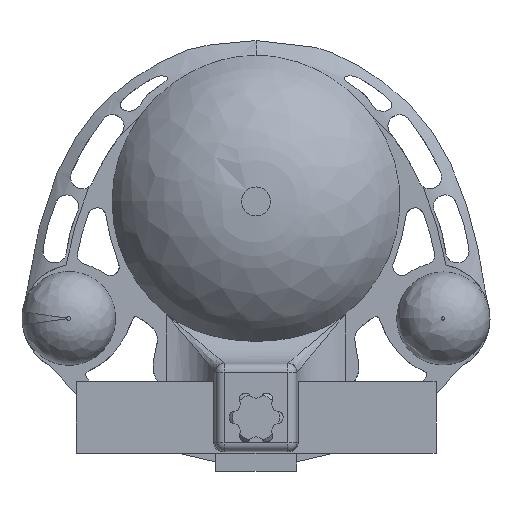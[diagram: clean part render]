
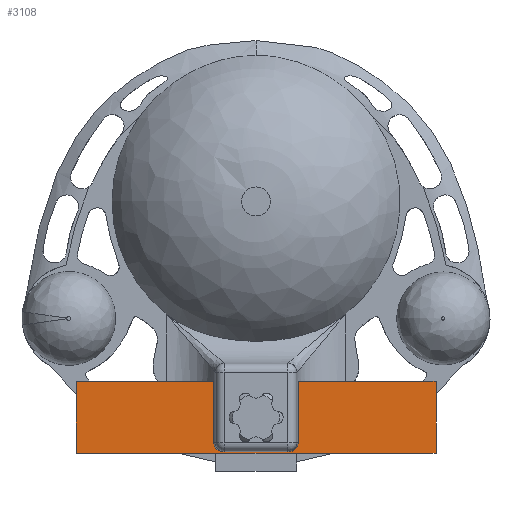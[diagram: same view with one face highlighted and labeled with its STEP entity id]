
A CAD part, front view. The second image highlights one B-rep face of the part: STEP entity #3108.
In plain terms, the highlighted planar face has unit normal (0, -1, 0).
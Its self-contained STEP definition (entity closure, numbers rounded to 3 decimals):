
#581=FACE_OUTER_BOUND('',#784,.T.);
#784=EDGE_LOOP('',(#2097,#2098,#2099,#2100));
#1006=LINE('',#4462,#1144);
#1010=LINE('',#4470,#1148);
#1013=LINE('',#4476,#1151);
#1016=LINE('',#4481,#1154);
#1144=VECTOR('',#3664,10.);
#1148=VECTOR('',#3670,10.);
#1151=VECTOR('',#3675,10.);
#1154=VECTOR('',#3680,10.);
#1282=VERTEX_POINT('',#4460);
#1283=VERTEX_POINT('',#4461);
#1286=VERTEX_POINT('',#4469);
#1288=VERTEX_POINT('',#4475);
#1582=EDGE_CURVE('',#1282,#1283,#1006,.T.);
#1586=EDGE_CURVE('',#1286,#1282,#1010,.T.);
#1589=EDGE_CURVE('',#1288,#1286,#1013,.T.);
#1592=EDGE_CURVE('',#1283,#1288,#1016,.T.);
#2097=ORIENTED_EDGE('',*,*,#1592,.F.);
#2098=ORIENTED_EDGE('',*,*,#1582,.F.);
#2099=ORIENTED_EDGE('',*,*,#1586,.F.);
#2100=ORIENTED_EDGE('',*,*,#1589,.F.);
#3072=PLANE('',#3336);
#3108=ADVANCED_FACE('',(#581),#3072,.F.);
#3336=AXIS2_PLACEMENT_3D('',#4484,#3684,#3685);
#3664=DIRECTION('',(0.,0.,1.));
#3670=DIRECTION('',(-1.,0.,0.));
#3675=DIRECTION('',(0.,0.,-1.));
#3680=DIRECTION('',(1.,0.,0.));
#3684=DIRECTION('center_axis',(0.,1.,0.));
#3685=DIRECTION('ref_axis',(0.,0.,1.));
#4460=CARTESIAN_POINT('',(-100.,0.,-20.));
#4461=CARTESIAN_POINT('',(-100.,0.,20.));
#4462=CARTESIAN_POINT('',(-100.,0.,-20.));
#4469=CARTESIAN_POINT('',(100.,0.,-20.));
#4470=CARTESIAN_POINT('',(100.,0.,-20.));
#4475=CARTESIAN_POINT('',(100.,0.,20.));
#4476=CARTESIAN_POINT('',(100.,0.,20.));
#4481=CARTESIAN_POINT('',(-100.,0.,20.));
#4484=CARTESIAN_POINT('Origin',(0.,0.,0.));
